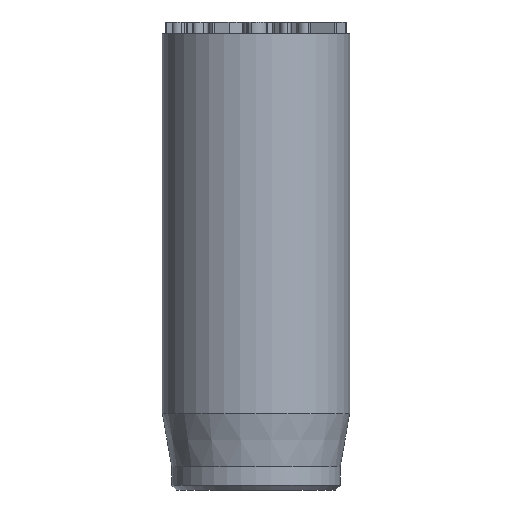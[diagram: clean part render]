
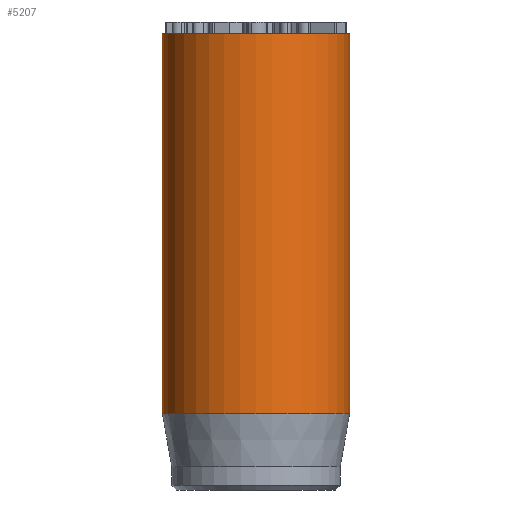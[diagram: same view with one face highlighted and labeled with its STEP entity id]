
A CAD part, front view. The second image highlights one B-rep face of the part: STEP entity #5207.
In plain terms, the highlighted cylindrical face has radius 4 mm (diameter 8 mm), a full revolution.
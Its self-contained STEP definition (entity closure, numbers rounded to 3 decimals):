
#32=CYLINDRICAL_SURFACE('',#5416,4.);
#44=CIRCLE('',#5386,4.);
#60=CIRCLE('',#5414,4.);
#61=CIRCLE('',#5415,4.);
#877=FACE_OUTER_BOUND('',#1188,.T.);
#1188=EDGE_LOOP('',(#4593,#4594,#4595,#4596,#4597));
#1559=LINE('',#9478,#1946);
#1946=VECTOR('',#5969,4.);
#2432=VERTEX_POINT('',#9420);
#2448=VERTEX_POINT('',#9472);
#2449=VERTEX_POINT('',#9473);
#3154=EDGE_CURVE('',#2432,#2432,#44,.T.);
#3178=EDGE_CURVE('',#2448,#2449,#60,.T.);
#3179=EDGE_CURVE('',#2449,#2448,#61,.T.);
#3181=EDGE_CURVE('',#2432,#2448,#1559,.T.);
#4593=ORIENTED_EDGE('',*,*,#3154,.T.);
#4594=ORIENTED_EDGE('',*,*,#3181,.T.);
#4595=ORIENTED_EDGE('',*,*,#3178,.T.);
#4596=ORIENTED_EDGE('',*,*,#3179,.T.);
#4597=ORIENTED_EDGE('',*,*,#3181,.F.);
#5207=ADVANCED_FACE('',(#877),#32,.T.);
#5386=AXIS2_PLACEMENT_3D('',#9421,#5898,#5899);
#5414=AXIS2_PLACEMENT_3D('',#9474,#5962,#5963);
#5415=AXIS2_PLACEMENT_3D('',#9475,#5964,#5965);
#5416=AXIS2_PLACEMENT_3D('',#9477,#5967,#5968);
#5898=DIRECTION('center_axis',(0.,0.,-1.));
#5899=DIRECTION('ref_axis',(-1.,0.,0.));
#5962=DIRECTION('center_axis',(0.,0.,1.));
#5963=DIRECTION('ref_axis',(-1.,0.,0.));
#5964=DIRECTION('center_axis',(0.,0.,1.));
#5965=DIRECTION('ref_axis',(-1.,0.,0.));
#5967=DIRECTION('center_axis',(0.,0.,1.));
#5968=DIRECTION('ref_axis',(-1.,0.,0.));
#5969=DIRECTION('',(0.,0.,-1.));
#9420=CARTESIAN_POINT('',(4.,0.,19.5));
#9421=CARTESIAN_POINT('Origin',(0.,0.,19.5));
#9472=CARTESIAN_POINT('',(4.,0.,3.269));
#9473=CARTESIAN_POINT('',(-4.,0.,3.269));
#9474=CARTESIAN_POINT('Origin',(0.,0.,3.269));
#9475=CARTESIAN_POINT('Origin',(0.,0.,3.269));
#9477=CARTESIAN_POINT('Origin',(0.,0.,0.));
#9478=CARTESIAN_POINT('',(4.,0.,0.));
